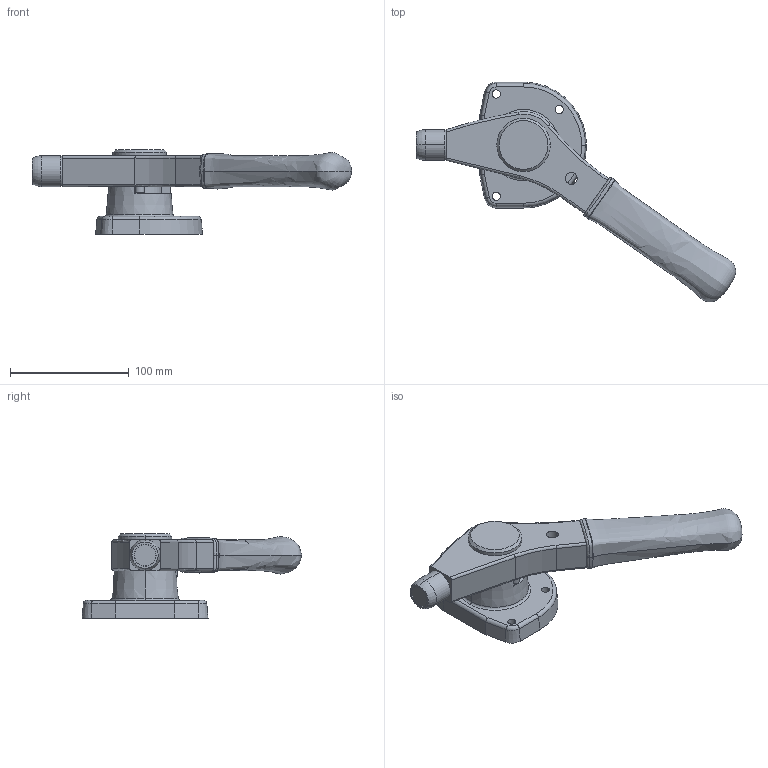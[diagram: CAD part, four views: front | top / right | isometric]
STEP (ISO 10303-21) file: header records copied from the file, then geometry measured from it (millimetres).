
FILE_DESCRIPTION (( 'STEP AP203' ), '1' );
FILE_NAME ('FA-836-1-R_Œö.STEP', '2007-01-30T02:19:40', ( ' ' ), ( ' ' ), 'SwSTEP 2.0', 'SolidWorks 2006004', '' );
FILE_SCHEMA (( 'CONFIG_CONTROL_DESIGN' ));
Length unit declared in the file: millimetre
Products named in the file (10): FA-836-1儘乕儔乕_棉太倌; FA-836-1庢庤_棉太倌; FA-836-1-R_公; FA-836-1戜嵗R_棉太倌; FA-836-1儘乕儔乕懁僴儞僪儖R_棉太倌; FA-836-1儘乕儔乕幉_棉太倌; FA-836-1僌儕僢僾_棉太倌; FA-836-1夞揮幉_棉太倌; FA-836-1M24僫僢僩_棉太倌; FA-836-1僗僩僢僷乕僺儞_棉太倌
Assembly tree (9 placements, depth 2):
  FA-836-1-R_公
    FA-836-1戜嵗R_棉太倌
    FA-836-1僗僩僢僷乕僺儞_棉太倌
    FA-836-1儘乕儔乕_棉太倌
    FA-836-1庢庤_棉太倌
    FA-836-1僌儕僢僾_棉太倌
    FA-836-1夞揮幉_棉太倌
    FA-836-1儘乕儔乕幉_棉太倌
    FA-836-1儘乕儔乕懁僴儞僪儖R_棉太倌
    FA-836-1M24僫僢僩_棉太倌
Bounding box: 268.65 x 185 x 71 mm (x, y, z)
Volume: 386974.2 mm3; surface area: 112735.8 mm2
Topology: 9 solids, 9 shells, 236 faces, 575 edges, 360 vertices
Faces by surface type: cylinder 82, plane 60, cone 47, torus 37, bspline 10
Entity records: 24207 total; most frequent: CARTESIAN_POINT 17463, DIRECTION 1302, ORIENTED_EDGE 1134, EDGE_CURVE 567, AXIS2_PLACEMENT_3D 548, VERTEX_POINT 360, CIRCLE 310, EDGE_LOOP 267
